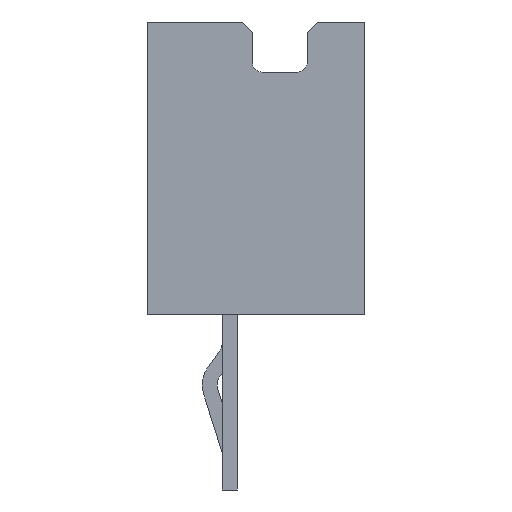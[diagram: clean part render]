
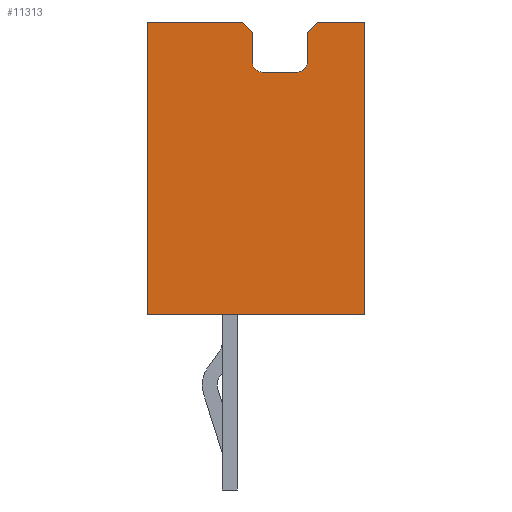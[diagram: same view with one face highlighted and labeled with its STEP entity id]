
A CAD part, left-side view. The second image highlights one B-rep face of the part: STEP entity #11313.
In plain terms, the highlighted planar face has unit normal (-1, 0, 0).
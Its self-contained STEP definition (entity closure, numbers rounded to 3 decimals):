
#233=DIRECTION('',(0.,-1.,0.));
#234=VECTOR('',#233,4.35);
#235=CARTESIAN_POINT('',(-16.,2.175,-2.925));
#236=LINE('',#235,#234);
#709=DIRECTION('',(0.,0.,1.));
#710=VECTOR('',#709,5.85);
#711=CARTESIAN_POINT('',(-16.,-2.175,-2.925));
#712=LINE('',#711,#710);
#805=DIRECTION('',(0.,-1.,0.));
#806=VECTOR('',#805,1.9);
#807=CARTESIAN_POINT('',(-16.,2.175,2.925));
#808=LINE('',#807,#806);
#861=DIRECTION('',(0.,-1.,0.));
#862=VECTOR('',#861,0.95);
#863=CARTESIAN_POINT('',(-16.,-1.225,2.925));
#864=LINE('',#863,#862);
#895=DIRECTION('',(0.,0.707,0.707));
#896=VECTOR('',#895,0.283);
#897=CARTESIAN_POINT('',(-16.,0.075,2.725));
#898=LINE('',#897,#896);
#899=DIRECTION('',(0.,0.,-1.));
#900=VECTOR('',#899,0.6);
#901=CARTESIAN_POINT('',(-16.,0.075,2.725));
#902=LINE('',#901,#900);
#903=CARTESIAN_POINT('',(-16.,-0.125,2.125));
#904=DIRECTION('',(1.,0.,0.));
#905=DIRECTION('',(0.,0.,-1.));
#906=AXIS2_PLACEMENT_3D('',#903,#904,#905);
#908=DIRECTION('',(0.,1.,0.));
#909=VECTOR('',#908,0.7);
#910=CARTESIAN_POINT('',(-16.,-0.825,1.925));
#911=LINE('',#910,#909);
#912=CARTESIAN_POINT('',(-16.,-0.825,2.125));
#913=DIRECTION('',(1.,0.,0.));
#914=DIRECTION('',(0.,-1.,0.));
#915=AXIS2_PLACEMENT_3D('',#912,#913,#914);
#917=DIRECTION('',(0.,0.,-1.));
#918=VECTOR('',#917,0.6);
#919=CARTESIAN_POINT('',(-16.,-1.025,2.725));
#920=LINE('',#919,#918);
#921=DIRECTION('',(0.,0.707,-0.707));
#922=VECTOR('',#921,0.283);
#923=CARTESIAN_POINT('',(-16.,-1.225,2.925));
#924=LINE('',#923,#922);
#925=DIRECTION('',(0.,0.,1.));
#926=VECTOR('',#925,5.85);
#927=CARTESIAN_POINT('',(-16.,2.175,-2.925));
#928=LINE('',#927,#926);
#8035=CARTESIAN_POINT('',(-16.,2.175,-2.925));
#8036=CARTESIAN_POINT('',(-16.,-2.175,-2.925));
#8037=VERTEX_POINT('',#8035);
#8038=VERTEX_POINT('',#8036);
#8039=CARTESIAN_POINT('',(-16.,-2.175,2.925));
#8041=VERTEX_POINT('',#8039);
#8044=CARTESIAN_POINT('',(-16.,2.175,2.925));
#8046=VERTEX_POINT('',#8044);
#8059=CARTESIAN_POINT('',(-16.,-1.025,2.125));
#8060=CARTESIAN_POINT('',(-16.,-0.825,1.925));
#8061=VERTEX_POINT('',#8059);
#8062=VERTEX_POINT('',#8060);
#8063=CARTESIAN_POINT('',(-16.,-0.125,1.925));
#8064=VERTEX_POINT('',#8063);
#8065=CARTESIAN_POINT('',(-16.,0.075,2.125));
#8066=VERTEX_POINT('',#8065);
#8297=CARTESIAN_POINT('',(-16.,0.075,2.725));
#8298=CARTESIAN_POINT('',(-16.,0.275,2.925));
#8299=VERTEX_POINT('',#8297);
#8300=VERTEX_POINT('',#8298);
#8365=CARTESIAN_POINT('',(-16.,-1.225,2.925));
#8366=CARTESIAN_POINT('',(-16.,-1.025,2.725));
#8367=VERTEX_POINT('',#8365);
#8368=VERTEX_POINT('',#8366);
#11288=CARTESIAN_POINT('',(-16.,2.175,-2.925));
#11289=DIRECTION('',(-1.,0.,0.));
#11290=DIRECTION('',(0.,-1.,0.));
#11291=AXIS2_PLACEMENT_3D('',#11288,#11289,#11290);
#11292=PLANE('',#11291);
#11293=ORIENTED_EDGE('',*,*,#11278,.F.);
#11295=ORIENTED_EDGE('',*,*,#11294,.T.);
#11297=ORIENTED_EDGE('',*,*,#11296,.F.);
#11299=ORIENTED_EDGE('',*,*,#11298,.F.);
#11301=ORIENTED_EDGE('',*,*,#11300,.F.);
#11303=ORIENTED_EDGE('',*,*,#11302,.F.);
#11305=ORIENTED_EDGE('',*,*,#11304,.F.);
#11306=ORIENTED_EDGE('',*,*,#11257,.T.);
#11307=ORIENTED_EDGE('',*,*,#11068,.F.);
#11308=ORIENTED_EDGE('',*,*,#10764,.F.);
#11309=ORIENTED_EDGE('',*,*,#10821,.T.);
#11310=ORIENTED_EDGE('',*,*,#11223,.T.);
#11311=EDGE_LOOP('',(#11293,#11295,#11297,#11299,#11301,#11303,#11305,#11306,
#11307,#11308,#11309,#11310));
#11312=FACE_OUTER_BOUND('',#11311,.F.);
#11313=ADVANCED_FACE('',(#11312),#11292,.T.);
#907=CIRCLE('',#906,0.2);
#916=CIRCLE('',#915,0.2);
#10764=EDGE_CURVE('',#8037,#8038,#236,.T.);
#10821=EDGE_CURVE('',#8037,#8046,#928,.T.);
#11068=EDGE_CURVE('',#8038,#8041,#712,.T.);
#11223=EDGE_CURVE('',#8046,#8300,#808,.T.);
#11257=EDGE_CURVE('',#8367,#8041,#864,.T.);
#11278=EDGE_CURVE('',#8299,#8300,#898,.T.);
#11294=EDGE_CURVE('',#8299,#8066,#902,.T.);
#11296=EDGE_CURVE('',#8064,#8066,#907,.T.);
#11298=EDGE_CURVE('',#8062,#8064,#911,.T.);
#11300=EDGE_CURVE('',#8061,#8062,#916,.T.);
#11302=EDGE_CURVE('',#8368,#8061,#920,.T.);
#11304=EDGE_CURVE('',#8367,#8368,#924,.T.);
